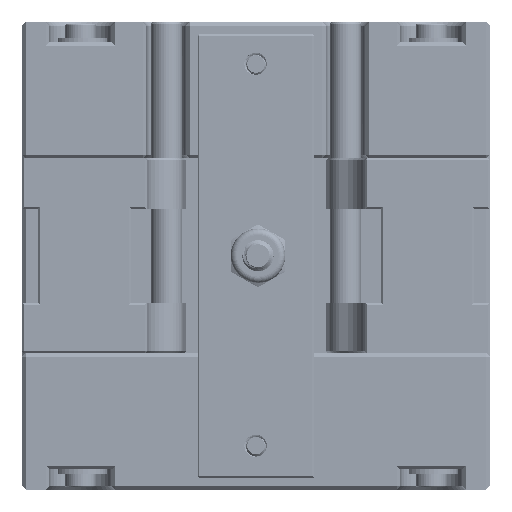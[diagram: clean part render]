
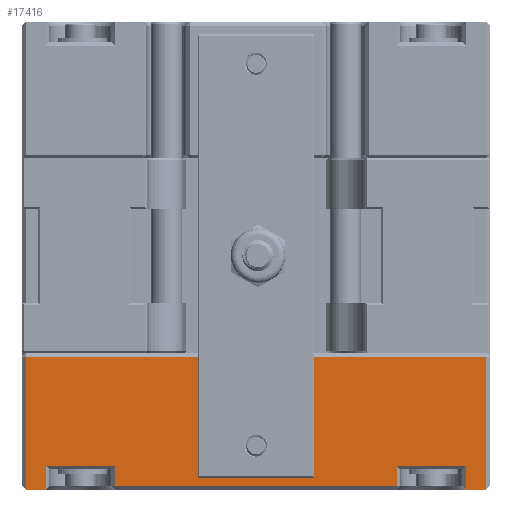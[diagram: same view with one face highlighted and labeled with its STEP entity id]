
A CAD part, front view. The second image highlights one B-rep face of the part: STEP entity #17416.
In plain terms, the highlighted planar face has unit normal (0, -1, 0).
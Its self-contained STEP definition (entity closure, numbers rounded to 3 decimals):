
#580=PLANE('',#18690);
#1307=FACE_OUTER_BOUND('',#2366,.T.);
#2366=EDGE_LOOP('',(#13792,#13793,#13794,#13795,#13796,#13797,#13798,#13799,
#13800,#13801,#13802,#13803));
#4663=LINE('',#46857,#5822);
#4667=LINE('',#46864,#5826);
#4714=LINE('',#46978,#5873);
#4720=LINE('',#46990,#5879);
#4730=LINE('',#47011,#5889);
#4735=LINE('',#47024,#5894);
#4738=LINE('',#47029,#5897);
#4740=LINE('',#47033,#5899);
#4743=LINE('',#47038,#5902);
#4791=LINE('',#47138,#5950);
#4814=LINE('',#47187,#5973);
#4853=LINE('',#47264,#6012);
#5822=VECTOR('',#20754,10.);
#5826=VECTOR('',#20758,10.);
#5873=VECTOR('',#20867,10.);
#5879=VECTOR('',#20877,10.);
#5889=VECTOR('',#20899,10.);
#5894=VECTOR('',#20914,10.);
#5897=VECTOR('',#20919,10.);
#5899=VECTOR('',#20923,10.);
#5902=VECTOR('',#20928,10.);
#5950=VECTOR('',#21020,10.);
#5973=VECTOR('',#21065,10.);
#6012=VECTOR('',#21148,10.);
#7354=VERTEX_POINT('',#46842);
#7360=VERTEX_POINT('',#46854);
#7361=VERTEX_POINT('',#46856);
#7364=VERTEX_POINT('',#46862);
#7400=VERTEX_POINT('',#46977);
#7401=VERTEX_POINT('',#46981);
#7404=VERTEX_POINT('',#46989);
#7408=VERTEX_POINT('',#47005);
#7412=VERTEX_POINT('',#47023);
#7414=VERTEX_POINT('',#47032);
#7432=VERTEX_POINT('',#47095);
#7443=VERTEX_POINT('',#47131);
#9456=EDGE_CURVE('',#7360,#7361,#4663,.T.);
#9460=EDGE_CURVE('',#7364,#7354,#4667,.T.);
#9517=EDGE_CURVE('',#7354,#7400,#4714,.T.);
#9523=EDGE_CURVE('',#7401,#7404,#4720,.T.);
#9534=EDGE_CURVE('',#7408,#7401,#4730,.T.);
#9540=EDGE_CURVE('',#7412,#7408,#4735,.T.);
#9543=EDGE_CURVE('',#7400,#7412,#4738,.T.);
#9545=EDGE_CURVE('',#7414,#7360,#4740,.T.);
#9548=EDGE_CURVE('',#7404,#7414,#4743,.T.);
#9598=EDGE_CURVE('',#7361,#7432,#4791,.T.);
#9623=EDGE_CURVE('',#7443,#7364,#4814,.T.);
#9664=EDGE_CURVE('',#7432,#7443,#4853,.T.);
#13792=ORIENTED_EDGE('',*,*,#9517,.F.);
#13793=ORIENTED_EDGE('',*,*,#9460,.F.);
#13794=ORIENTED_EDGE('',*,*,#9623,.F.);
#13795=ORIENTED_EDGE('',*,*,#9664,.F.);
#13796=ORIENTED_EDGE('',*,*,#9598,.F.);
#13797=ORIENTED_EDGE('',*,*,#9456,.F.);
#13798=ORIENTED_EDGE('',*,*,#9545,.F.);
#13799=ORIENTED_EDGE('',*,*,#9548,.F.);
#13800=ORIENTED_EDGE('',*,*,#9523,.F.);
#13801=ORIENTED_EDGE('',*,*,#9534,.F.);
#13802=ORIENTED_EDGE('',*,*,#9540,.F.);
#13803=ORIENTED_EDGE('',*,*,#9543,.F.);
#17416=ADVANCED_FACE('',(#1307),#580,.F.);
#18690=AXIS2_PLACEMENT_3D('',#47350,#21261,#21262);
#20754=DIRECTION('',(-1.,0.,0.));
#20758=DIRECTION('',(-1.,0.,0.));
#20867=DIRECTION('',(0.,0.,1.));
#20877=DIRECTION('',(0.,0.,1.));
#20899=DIRECTION('',(-1.,0.,0.));
#20914=DIRECTION('',(0.,0.,-1.));
#20919=DIRECTION('',(-1.,0.,0.));
#20923=DIRECTION('',(0.,0.,-1.));
#20928=DIRECTION('',(-1.,0.,0.));
#21020=DIRECTION('',(0.,0.,1.));
#21065=DIRECTION('',(0.,0.,-1.));
#21148=DIRECTION('',(1.,0.,0.));
#21261=DIRECTION('center_axis',(0.,1.,0.));
#21262=DIRECTION('ref_axis',(1.,0.,0.));
#46842=CARTESIAN_POINT('',(56.95,0.,-60.));
#46854=CARTESIAN_POINT('',(3.05,0.,-60.));
#46856=CARTESIAN_POINT('',(0.45,0.,-60.));
#46857=CARTESIAN_POINT('',(60.,0.,-60.));
#46862=CARTESIAN_POINT('',(59.55,0.,-60.));
#46864=CARTESIAN_POINT('',(60.,0.,-60.));
#46977=CARTESIAN_POINT('',(56.95,0.,-56.95));
#46978=CARTESIAN_POINT('',(56.95,0.,-45.));
#46981=CARTESIAN_POINT('',(11.95,0.,-59.55));
#46989=CARTESIAN_POINT('',(11.95,0.,-56.95));
#46990=CARTESIAN_POINT('',(11.95,0.,-45.));
#47005=CARTESIAN_POINT('',(48.05,0.,-59.55));
#47011=CARTESIAN_POINT('',(45.,0.,-59.55));
#47023=CARTESIAN_POINT('',(48.05,0.,-56.95));
#47024=CARTESIAN_POINT('',(48.05,0.,-45.));
#47029=CARTESIAN_POINT('',(41.25,0.,-56.95));
#47032=CARTESIAN_POINT('',(3.05,0.,-56.95));
#47033=CARTESIAN_POINT('',(3.05,0.,-45.));
#47038=CARTESIAN_POINT('',(18.75,0.,-56.95));
#47095=CARTESIAN_POINT('',(0.45,0.,-42.95));
#47131=CARTESIAN_POINT('',(59.55,0.,-42.95));
#47138=CARTESIAN_POINT('',(0.45,0.,-45.));
#47187=CARTESIAN_POINT('',(59.55,0.,-15.));
#47264=CARTESIAN_POINT('',(45.,0.,-42.95));
#47350=CARTESIAN_POINT('Origin',(30.,0.,-30.));
